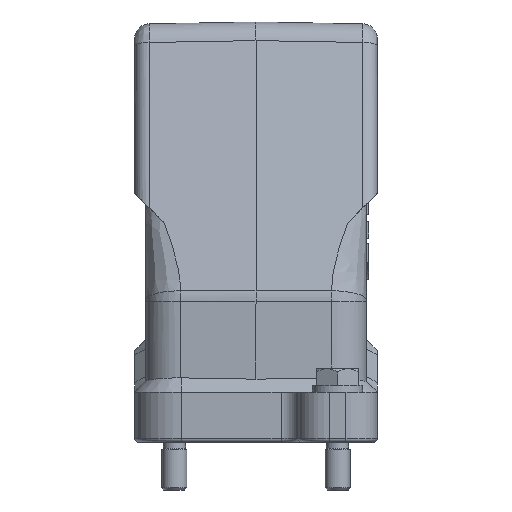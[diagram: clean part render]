
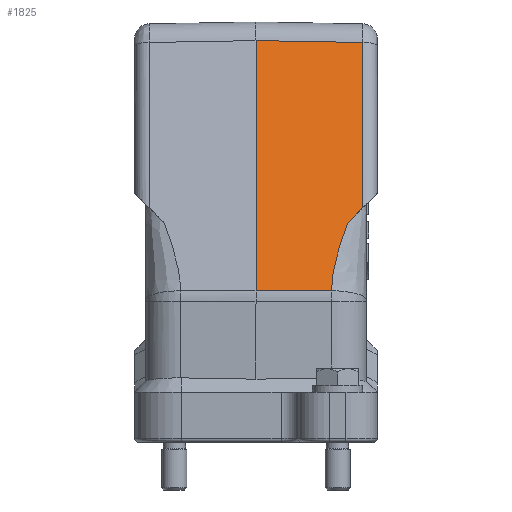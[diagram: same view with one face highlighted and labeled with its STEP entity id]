
A CAD part, left-side view. The second image highlights one B-rep face of the part: STEP entity #1825.
In plain terms, the highlighted planar face has unit normal (-0.966, -0.018, 0.259).
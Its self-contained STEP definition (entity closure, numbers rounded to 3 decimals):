
#1252=FACE_OUTER_BOUND('',#2819,.T.);
#1654=(
BOUNDED_CURVE()
B_SPLINE_CURVE(3,(#17321,#17322,#17323,#17324,#17325,#17326,#17327,#17328,
#17329,#17330),.UNSPECIFIED.,.F.,.F.)
B_SPLINE_CURVE_WITH_KNOTS((4,3,3,4),(0.,0.192,0.32,
1.),.UNSPECIFIED.)
CURVE()
GEOMETRIC_REPRESENTATION_ITEM()
RATIONAL_B_SPLINE_CURVE((1.,1.,1.,1.,1.,1.,1.,1.,1.,1.))
REPRESENTATION_ITEM('')
);
#1825=ADVANCED_FACE('',(#1252),#2217,.T.);
#2217=PLANE('',#10712);
#2819=EDGE_LOOP('',(#3874,#3875,#3876,#3877,#3878,#3879));
#3874=ORIENTED_EDGE('',*,*,#6519,.T.);
#3875=ORIENTED_EDGE('',*,*,#6520,.T.);
#3876=ORIENTED_EDGE('',*,*,#6510,.T.);
#3877=ORIENTED_EDGE('',*,*,#6521,.T.);
#3878=ORIENTED_EDGE('',*,*,#6522,.T.);
#3879=ORIENTED_EDGE('',*,*,#6523,.T.);
#5745=VERTEX_POINT('',#17288);
#5746=VERTEX_POINT('',#17289);
#5753=VERTEX_POINT('',#17316);
#5754=VERTEX_POINT('',#17317);
#5755=VERTEX_POINT('',#17320);
#5756=VERTEX_POINT('',#17331);
#6510=EDGE_CURVE('',#5745,#5746,#8657,.T.);
#6519=EDGE_CURVE('',#5753,#5754,#8665,.T.);
#6520=EDGE_CURVE('',#5754,#5745,#8666,.T.);
#6521=EDGE_CURVE('',#5746,#5755,#8667,.T.);
#6522=EDGE_CURVE('',#5755,#5756,#1654,.T.);
#6523=EDGE_CURVE('',#5756,#5753,#8668,.T.);
#8657=LINE('',#17287,#9338);
#8665=LINE('',#17315,#9346);
#8666=LINE('',#17318,#9347);
#8667=LINE('',#17319,#9348);
#8668=LINE('',#17332,#9349);
#9338=VECTOR('',#11980,1.);
#9346=VECTOR('',#11992,1.);
#9347=VECTOR('',#11993,1.);
#9348=VECTOR('',#11994,1.);
#9349=VECTOR('',#11995,1.);
#10712=AXIS2_PLACEMENT_3D('',#17333,#11996,#11997);
#11980=DIRECTION('',(-0.259,0.,-0.966));
#11992=DIRECTION('',(0.259,0.,0.966));
#11993=DIRECTION('',(-0.013,1.,0.017));
#11994=DIRECTION('',(0.017,-1.,-0.002));
#11995=DIRECTION('',(0.198,-0.693,0.693));
#11996=DIRECTION('',(-0.966,-0.017,0.259));
#11997=DIRECTION('',(0.259,0.,0.966));
#17287=CARTESIAN_POINT('',(-27.449,0.,82.45));
#17288=CARTESIAN_POINT('',(-28.641,0.,78.004));
#17289=CARTESIAN_POINT('',(-44.659,0.,18.221));
#17315=CARTESIAN_POINT('',(-27.119,-25.561,81.959));
#17316=CARTESIAN_POINT('',(-38.895,-25.561,38.011));
#17317=CARTESIAN_POINT('',(-28.298,-25.561,77.557));
#17318=CARTESIAN_POINT('',(-28.642,0.062,78.005));
#17319=CARTESIAN_POINT('',(-44.657,-0.153,18.221));
#17320=CARTESIAN_POINT('',(-44.344,-18.048,18.18));
#17321=CARTESIAN_POINT('',(-44.344,-18.048,18.18));
#17322=CARTESIAN_POINT('',(-43.235,-18.048,22.322));
#17323=CARTESIAN_POINT('',(-42.104,-19.277,26.458));
#17324=CARTESIAN_POINT('',(-40.974,-20.505,30.594));
#17325=CARTESIAN_POINT('',(-40.22,-21.324,33.351));
#17326=CARTESIAN_POINT('',(-39.453,-22.961,36.105));
#17327=CARTESIAN_POINT('',(-38.713,-22.961,38.866));
#17328=CARTESIAN_POINT('',(-34.775,-22.961,53.561));
#17329=CARTESIAN_POINT('',(-30.838,-22.961,68.256));
#17330=CARTESIAN_POINT('',(-26.9,-22.961,82.952));
#17331=CARTESIAN_POINT('',(-39.943,-21.895,34.345));
#17332=CARTESIAN_POINT('',(-35.851,-36.202,48.652));
#17333=CARTESIAN_POINT('',(-27.449,0.,82.45));
